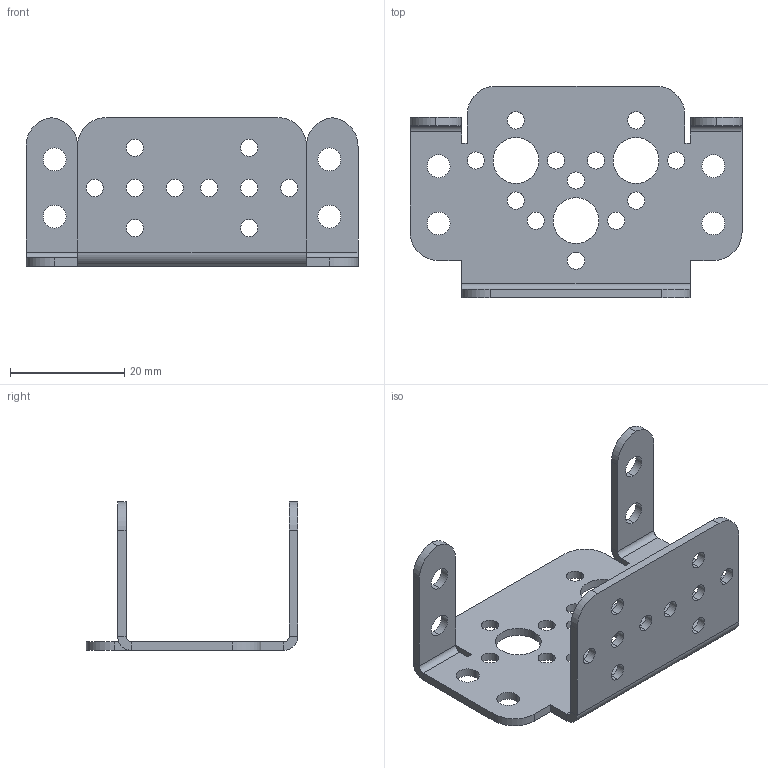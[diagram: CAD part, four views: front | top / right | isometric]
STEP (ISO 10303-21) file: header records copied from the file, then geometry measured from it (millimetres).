
FILE_DESCRIPTION (( 'STEP AP214' ), '1' );
FILE_NAME ('cobertura_servo.STEP', '2019-04-01T22:36:43', ( 'MariaConsuegra' ), ( '' ), 'SwSTEP 2.0', 'SolidWorks 2015', '' );
FILE_SCHEMA (( 'AUTOMOTIVE_DESIGN' ));
Length unit declared in the file: millimetre
Products named in the file (1): cobertura_servo
Bounding box: 58 x 36.99 x 26 mm (x, y, z)
Volume: 4239.8 mm3; surface area: 6721.6 mm2
Topology: 1 solids, 1 shells, 116 faces, 318 edges, 204 vertices
Faces by surface type: cylinder 82, plane 34
Entity records: 3900 total; most frequent: DIRECTION 716, CARTESIAN_POINT 639, ORIENTED_EDGE 636, EDGE_CURVE 318, AXIS2_PLACEMENT_3D 281, VERTEX_POINT 204, EDGE_LOOP 182, CIRCLE 164
